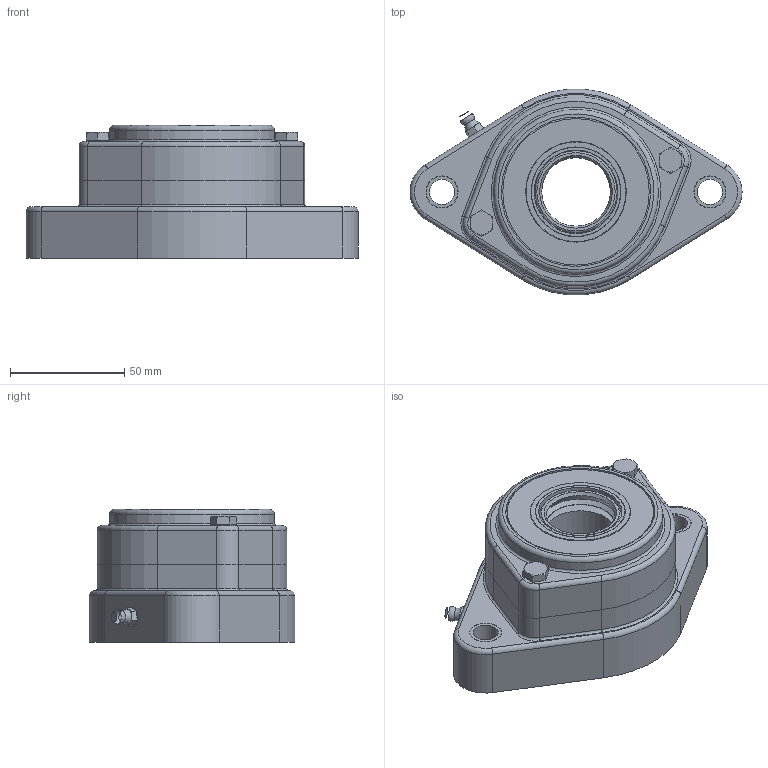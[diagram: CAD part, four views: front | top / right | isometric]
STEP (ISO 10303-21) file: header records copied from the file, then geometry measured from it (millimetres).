
FILE_DESCRIPTION(/* description */ (''),/* implementation_level */ '2;1');
FILE_NAME(/* name */ 'NGB30F21.stp',/* time_stamp */ '2024-09-27T08:36:27+02:00',/* author */ ('rkk'),/* organization */ (''),/* preprocessor_version */ 'ST-DEVELOPER v19.2',/* originating_system */ 'Autodesk Inventor 2023',/* authorisation */ '');
FILE_SCHEMA (('AUTOMOTIVE_DESIGN { 1 0 10303 214 3 1 1 }'));
Length unit declared in the file: millimetre
Products named in the file (1): Part21
Bounding box: 145 x 89.71 x 58.15 mm (x, y, z)
Volume: 278793.7 mm3; surface area: 81659.3 mm2
Topology: 6 solids, 15 shells, 391 faces, 915 edges, 581 vertices
Faces by surface type: plane 143, cylinder 130, cone 61, torus 52, sphere 5
Full cylindrical faces by diameter (mm): 2.4 x1, 3 x1, 4.917 x2, 5.459 x2, 6 x5, 6.5 x2, 8 x2, 8.7 x2, 9 x2, 11 x2, 14 x2, 30 x2, 34.2 x2, 36.5 x2, 37.4 x2, 40 x2, 40.25 x2, 42.15 x1, 43.6 x1, 44 x2, 51.65 x1, 53.55 x4, 64 x2, 65.2 x1, 70.2 x2, 72 x1
Entity records: 12189 total; most frequent: CARTESIAN_POINT 2373, DIRECTION 2102, ORIENTED_EDGE 1840, EDGE_CURVE 920, AXIS2_PLACEMENT_3D 882, VERTEX_POINT 605, CIRCLE 490, EDGE_LOOP 471
